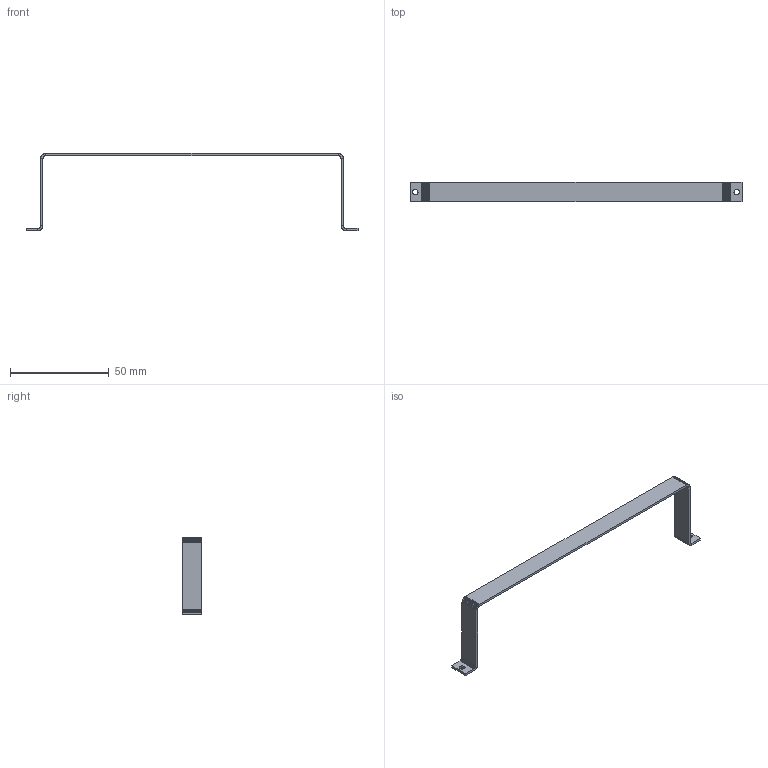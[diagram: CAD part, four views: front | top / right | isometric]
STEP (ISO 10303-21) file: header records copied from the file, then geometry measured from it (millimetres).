
FILE_DESCRIPTION(('FreeCAD Model'),'2;1');
FILE_NAME( 'BRACKET-R1000A.step', '2016-10-01T13:44:59',('Author'),(''), 'Open CASCADE STEP processor 6.8','FreeCAD','Unknown');
FILE_SCHEMA(('AUTOMOTIVE_DESIGN_CC2 { 1 2 10303 214 -1 1 5 4 }'));
Length unit declared in the file: millimetre
Products named in the file (2): ASSEMBLY; difference004
Assembly tree (1 placements, depth 2):
  ASSEMBLY
    difference004
Bounding box: 168 x 10 x 39.2 mm (x, y, z)
Volume: 2873 mm3; surface area: 5410.1 mm2
Topology: 1 solids, 1 shells, 430 faces, 1252 edges, 824 vertices
Faces by surface type: plane 430
Entity records: 29383 total; most frequent: CARTESIAN_POINT 5812, DIRECTION 3820, LINE 2956, VECTOR 2956, ORIENTED_EDGE 2504, PCURVE 2504, DEFINITIONAL_REPRESENTATION 2504, EDGE_CURVE 1252
